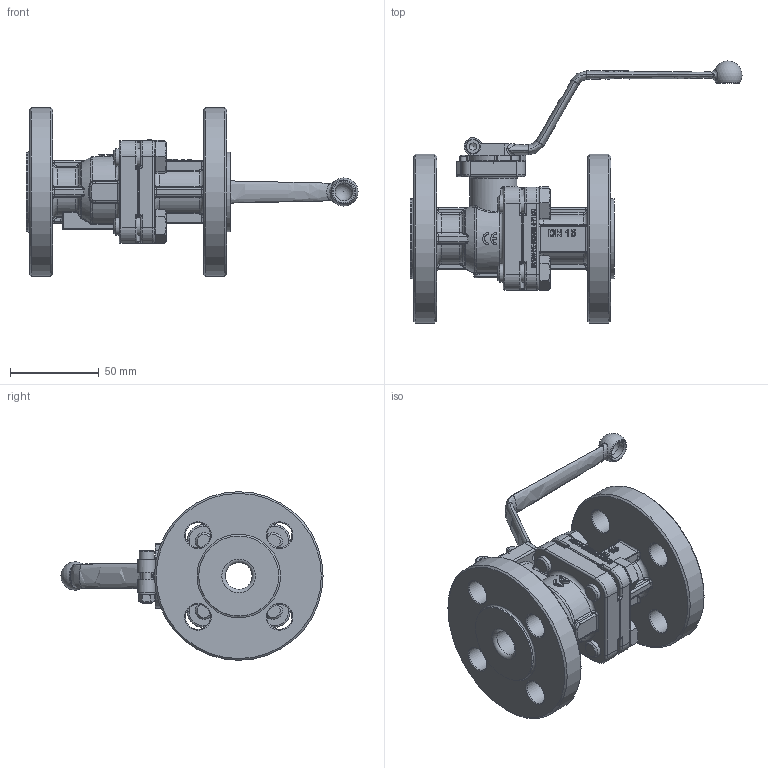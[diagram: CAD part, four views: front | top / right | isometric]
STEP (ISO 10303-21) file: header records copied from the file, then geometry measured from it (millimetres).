
FILE_DESCRIPTION (( 'STEP AP214' ), '1' );
FILE_NAME ('DVGW-FK-012G16-4-71ME 2212.STEP', '2022-12-07T13:36:27', ( '' ), ( '' ), 'SwSTEP 2.0', 'SolidWorks 2019', '' );
FILE_SCHEMA (( 'AUTOMOTIVE_DESIGN' ));
Length unit declared in the file: millimetre
Products named in the file (1): DVGW-FK-012G16-4-71ME 2212
Bounding box: 187 x 147.65 x 95 mm (x, y, z)
Volume: 317669.3 mm3; surface area: 77316.4 mm2
Topology: 1 solids, 1 shells, 1151 faces, 2970 edges, 1831 vertices
Faces by surface type: plane 435, cylinder 270, bspline 262, torus 117, cone 59, sphere 8
Full cylindrical faces by diameter (mm): 4 x3, 4.134 x4, 5 x2, 5.5 x2, 8.5 x1, 10 x9, 11 x4, 14 x9, 14.3 x1, 15 x1, 15.4 x4, 26.5 x1, 27 x1, 45 x2, 95 x2
Entity records: 46759 total; most frequent: CARTESIAN_POINT 18834, ORIENTED_EDGE 5638, DIRECTION 4309, EDGE_CURVE 2819, VERTEX_POINT 1796, AXIS2_PLACEMENT_3D 1487, EDGE_LOOP 1341, VECTOR 1335
